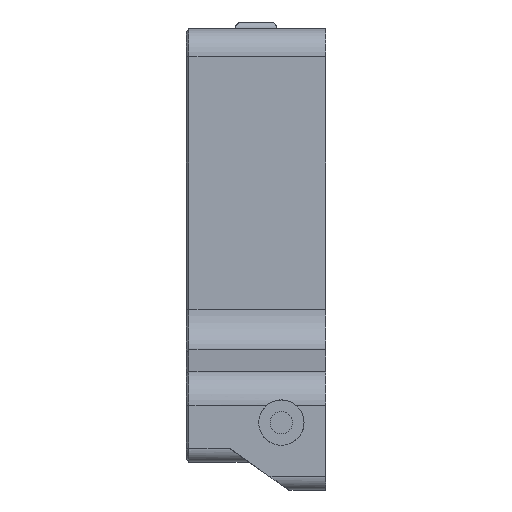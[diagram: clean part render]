
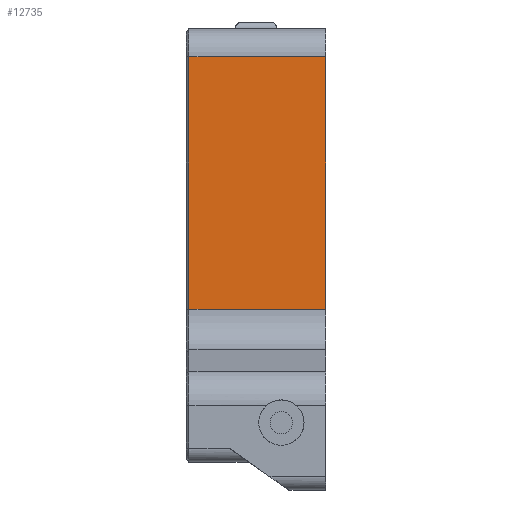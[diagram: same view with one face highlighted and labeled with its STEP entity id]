
A CAD part, front view. The second image highlights one B-rep face of the part: STEP entity #12735.
In plain terms, the highlighted planar face has unit normal (0, -1, 0).
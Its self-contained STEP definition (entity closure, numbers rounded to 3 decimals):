
#1738=FACE_OUTER_BOUND('',#2508,.T.);
#2508=EDGE_LOOP('',(#11561,#11562,#11563,#11564));
#3136=LINE('',#20079,#4371);
#3750=LINE('',#22095,#4985);
#3751=LINE('',#22098,#4986);
#3752=LINE('',#22099,#4987);
#4371=VECTOR('',#15563,10.);
#4985=VECTOR('',#17467,6.);
#4986=VECTOR('',#17470,10.);
#4987=VECTOR('',#17471,10.);
#5565=VERTEX_POINT('',#20076);
#5566=VERTEX_POINT('',#20078);
#6138=VERTEX_POINT('',#22091);
#6140=VERTEX_POINT('',#22097);
#7030=EDGE_CURVE('',#5565,#5566,#3136,.T.);
#7961=EDGE_CURVE('',#5566,#6138,#3750,.T.);
#7962=EDGE_CURVE('',#6140,#6138,#3751,.T.);
#7963=EDGE_CURVE('',#6140,#5565,#3752,.T.);
#11561=ORIENTED_EDGE('',*,*,#7962,.T.);
#11562=ORIENTED_EDGE('',*,*,#7961,.F.);
#11563=ORIENTED_EDGE('',*,*,#7030,.F.);
#11564=ORIENTED_EDGE('',*,*,#7963,.F.);
#12032=PLANE('',#13931);
#12735=ADVANCED_FACE('',(#1738),#12032,.F.);
#13931=AXIS2_PLACEMENT_3D('',#22096,#17468,#17469);
#15563=DIRECTION('',(0.,0.,-1.));
#17467=DIRECTION('',(-1.,0.,0.));
#17468=DIRECTION('center_axis',(0.,1.,0.));
#17469=DIRECTION('ref_axis',(0.,0.,
1.));
#17470=DIRECTION('',(0.,0.,-1.));
#17471=DIRECTION('',(1.,0.,0.));
#20076=CARTESIAN_POINT('',(332.,29.7,-62.096));
#20078=CARTESIAN_POINT('',(332.,29.7,-98.198));
#20079=CARTESIAN_POINT('',(332.,29.7,-94.647));
#22091=CARTESIAN_POINT('',(312.4,29.7,-98.198));
#22095=CARTESIAN_POINT('',(332.,29.7,-98.198));
#22096=CARTESIAN_POINT('Origin',(332.,29.7,-98.198));
#22097=CARTESIAN_POINT('',(312.4,29.7,-62.096));
#22098=CARTESIAN_POINT('',(312.4,29.7,-94.647));
#22099=CARTESIAN_POINT('',(332.,29.7,-62.096));
